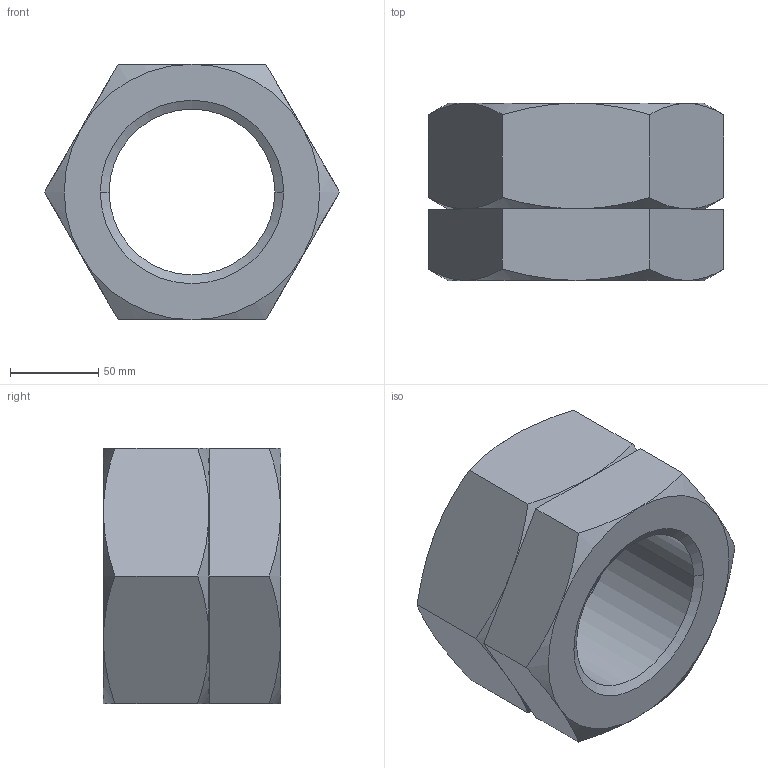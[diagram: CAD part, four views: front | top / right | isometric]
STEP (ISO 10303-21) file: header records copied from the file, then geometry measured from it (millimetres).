
FILE_DESCRIPTION((''),'2;1');
FILE_NAME('0RTHN100_____0','2019-10-29T14:26:25',('kim.bk'),(''),'CREO PARAMETRIC BY PTC INC, 2019010','CREO PARAMETRIC BY PTC INC, 2019010','');
FILE_SCHEMA(('CONFIG_CONTROL_DESIGN'));
Length unit declared in the file: millimetre
Products named in the file (1): 0RTHN100_____0
Bounding box: 167.43 x 100.6 x 145 mm (x, y, z)
Volume: 1117990.4 mm3; surface area: 135523.1 mm2
Topology: 2 solids, 2 shells, 349 faces, 965 edges, 638 vertices
Faces by surface type: plane 319, cone 26, cylinder 4
Entity records: 11121 total; most frequent: CARTESIAN_POINT 2192, ORIENTED_EDGE 1930, DIRECTION 1665, EDGE_CURVE 965, VECTOR 891, LINE 891, VERTEX_POINT 638, AXIS2_PLACEMENT_3D 387
